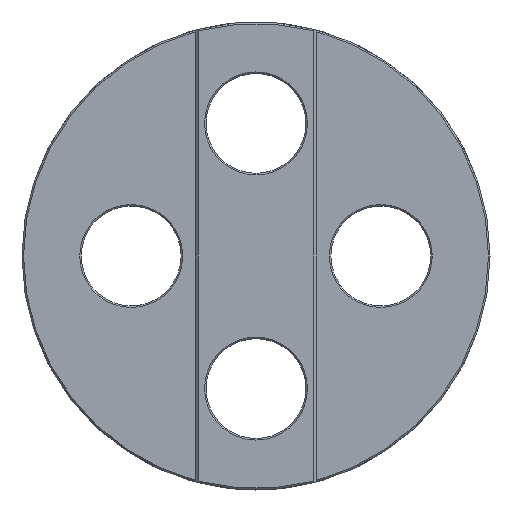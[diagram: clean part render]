
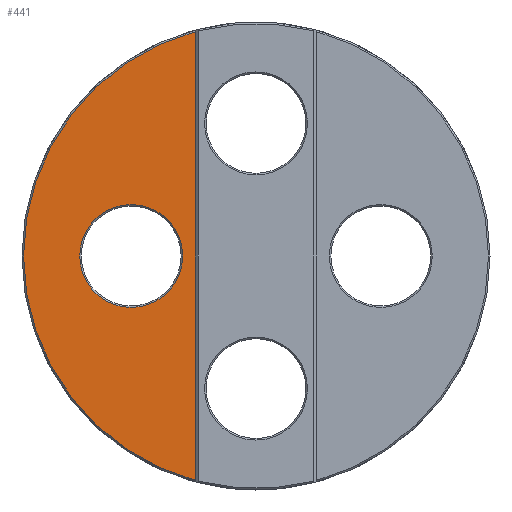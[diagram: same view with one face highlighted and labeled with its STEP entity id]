
A CAD part, front view. The second image highlights one B-rep face of the part: STEP entity #441.
In plain terms, the highlighted planar face has unit normal (0, -1, 0).
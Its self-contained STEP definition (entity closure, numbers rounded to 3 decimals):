
#411=EDGE_CURVE('NONE',#565,#577,#1076,.F.);
#421=VERTEX_POINT('NONE',#1087);
#441=ADVANCED_FACE('NONE',(#1110,#1111),#1112,.F.);
#473=EDGE_CURVE('NONE',#609,#565,#1145,.F.);
#501=EDGE_CURVE('NONE',#609,#577,#1177,.T.);
#565=VERTEX_POINT('',#1247);
#577=VERTEX_POINT('NONE',#1259);
#609=VERTEX_POINT('NONE',#1297);
#625=EDGE_CURVE('NONE',#421,#867,#1317,.F.);
#867=VERTEX_POINT('NONE',#1580);
#973=EDGE_CURVE('NONE',#867,#421,#1697,.T.);
#1076=CIRCLE('',#1874,14.9);
#1087=CARTESIAN_POINT('',(-7.488,-2.188,0.0));
#1110=FACE_OUTER_BOUND('',#1921,.T.);
#1111=FACE_BOUND('',#1922,.T.);
#1112=PLANE('',#1923);
#1145=CIRCLE('',#1977,14.9);
#1177=LINE('',#2076,#2077);
#1247=CARTESIAN_POINT('',(-11.088,-2.188,0.));
#1259=CARTESIAN_POINT('',(-0.088,-2.188,-14.381));
#1297=CARTESIAN_POINT('',(-0.088,-2.188,14.381));
#1317=CIRCLE('',#2336,3.3);
#1580=CARTESIAN_POINT('',(-0.888,-2.188,0.));
#1697=CIRCLE('',#3048,3.3);
#1874=AXIS2_PLACEMENT_3D('',#3159,#3160,#3161);
#1921=EDGE_LOOP('',(#3200,#3201,#3202));
#1922=EDGE_LOOP('',(#3203,#3204));
#1923=AXIS2_PLACEMENT_3D('',#3205,#3206,#3207);
#1977=AXIS2_PLACEMENT_3D('',#3236,#3237,#3238);
#2076=CARTESIAN_POINT('',(-0.088,-2.188,15.0));
#2077=VECTOR('',#3275,1.0);
#2336=AXIS2_PLACEMENT_3D('',#3449,#3450,#3451);
#3048=AXIS2_PLACEMENT_3D('',#3827,#3828,#3829);
#3159=CARTESIAN_POINT('',(3.812,-2.188,0.0));
#3160=DIRECTION('',(0.,1.0,0.0));
#3161=DIRECTION('',(1.0,0.,0.0));
#3200=ORIENTED_EDGE('',*,*,#501,.F.);
#3201=ORIENTED_EDGE('',*,*,#473,.T.);
#3202=ORIENTED_EDGE('',*,*,#411,.T.);
#3203=ORIENTED_EDGE('',*,*,#625,.T.);
#3204=ORIENTED_EDGE('',*,*,#973,.T.);
#3205=CARTESIAN_POINT('',(-0.088,-2.188,15.0));
#3206=DIRECTION('',(0.,1.0,0.0));
#3207=DIRECTION('',(0.0,0.0,-1.0));
#3236=CARTESIAN_POINT('',(3.812,-2.188,0.0));
#3237=DIRECTION('',(0.,1.0,0.0));
#3238=DIRECTION('',(1.0,0.,0.0));
#3275=DIRECTION('',(0.,0.,-1.0));
#3449=CARTESIAN_POINT('',(-4.188,-2.188,0.0));
#3450=DIRECTION('',(0.,-1.0,0.0));
#3451=DIRECTION('',(-1.0,0.,-0.0));
#3827=CARTESIAN_POINT('',(-4.188,-2.188,0.0));
#3828=DIRECTION('',(0.,1.0,0.0));
#3829=DIRECTION('',(-1.0,0.,0.0));
